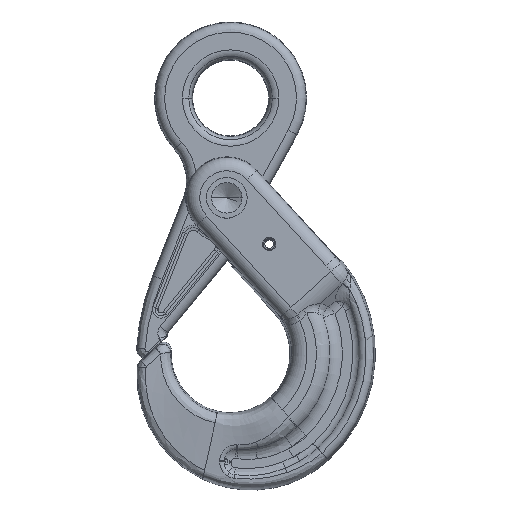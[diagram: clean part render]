
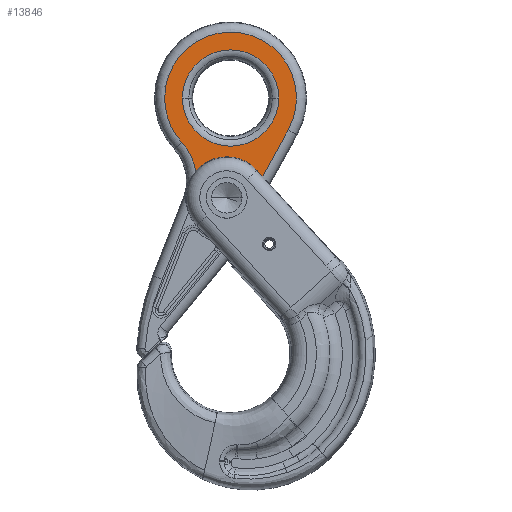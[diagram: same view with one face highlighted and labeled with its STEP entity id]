
A CAD part, top view. The second image highlights one B-rep face of the part: STEP entity #13846.
In plain terms, the highlighted planar face has unit normal (0, 0, 1).
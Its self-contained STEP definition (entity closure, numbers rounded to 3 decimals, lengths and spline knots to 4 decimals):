
#3998=CARTESIAN_POINT('',(0.1575,4.1339,
0.6299));
#3999=DIRECTION('',(0.,0.,1.));
#4000=DIRECTION('',(-1.,0.,0.));
#4001=AXIS2_PLACEMENT_3D('',#3998,#3999,#4000);
#4006=CARTESIAN_POINT('',(0.1575,4.1339,
0.6299));
#4007=DIRECTION('',(0.,0.,1.));
#4008=DIRECTION('',(1.,0.,0.));
#4009=AXIS2_PLACEMENT_3D('',#4006,#4007,#4008);
#4014=DIRECTION('',(-0.485,-0.874,0.));
#4015=VECTOR('',#4014,2.327);
#4016=CARTESIAN_POINT('',(2.5438,2.8102,0.6299));
#4017=LINE('',#4016,#4015);
#4021=CARTESIAN_POINT('',(0.,0.,0.6299));
#4022=DIRECTION('',(0.,0.,-1.));
#4023=DIRECTION('',(-0.785,0.619,0.));
#4024=AXIS2_PLACEMENT_3D('',#4021,#4022,#4023);
#4029=CARTESIAN_POINT('',(-3.638,0.7002,
0.6299));
#4030=DIRECTION('',(0.,0.,1.));
#4031=DIRECTION('',(0.992,0.125,0.));
#4032=AXIS2_PLACEMENT_3D('',#4029,#4030,#4031);
#4037=CARTESIAN_POINT('',(0.1575,4.1339,
0.6299));
#4038=DIRECTION('',(0.,0.,-1.));
#4039=DIRECTION('',(-0.742,-0.671,0.));
#4040=AXIS2_PLACEMENT_3D('',#4037,#4038,#4039);
#4045=CARTESIAN_POINT('',(0.1575,4.1339,
0.6299));
#4046=DIRECTION('',(0.,0.,-1.));
#4047=DIRECTION('',(-1.,0.,0.));
#4048=AXIS2_PLACEMENT_3D('',#4045,#4046,#4047);
#4053=CARTESIAN_POINT('',(0.1575,4.1339,
0.6299));
#4054=DIRECTION('',(0.,0.,-1.));
#4055=DIRECTION('',(-0.874,0.485,0.));
#4056=AXIS2_PLACEMENT_3D('',#4053,#4054,#4055);
#6357=CARTESIAN_POINT('',(-1.8662,2.3031,
0.6299));
#6358=CARTESIAN_POINT('',(-2.5714,4.1339,
0.6299));
#6359=VERTEX_POINT('',#6357);
#6360=VERTEX_POINT('',#6358);
#6361=CARTESIAN_POINT('',(-2.2289,5.4576,
0.6299));
#6362=CARTESIAN_POINT('',(2.5438,2.8102,0.6299));
#6363=VERTEX_POINT('',#6361);
#6364=VERTEX_POINT('',#6362);
#6365=CARTESIAN_POINT('',(-1.838,4.1339,
0.6299));
#6366=CARTESIAN_POINT('',(2.153,4.1339,0.6299));
#6367=VERTEX_POINT('',#6365);
#6368=VERTEX_POINT('',#6366);
#6700=CARTESIAN_POINT('',(-1.2675,0.9986,
0.6299));
#6701=CARTESIAN_POINT('',(1.4151,0.7753,
0.6299));
#6702=VERTEX_POINT('',#6700);
#6703=VERTEX_POINT('',#6701);
#13823=CARTESIAN_POINT('',(0.1575,4.1339,
0.6299));
#13824=DIRECTION('',(0.,0.,1.));
#13825=DIRECTION('',(1.,0.,0.));
#13826=AXIS2_PLACEMENT_3D('',#13823,#13824,#13825);
#13827=PLANE('',#13826);
#13829=ORIENTED_EDGE('',*,*,#13828,.T.);
#13830=ORIENTED_EDGE('',*,*,#13813,.F.);
#13831=ORIENTED_EDGE('',*,*,#12865,.T.);
#13833=ORIENTED_EDGE('',*,*,#13832,.T.);
#13835=ORIENTED_EDGE('',*,*,#13834,.T.);
#13837=ORIENTED_EDGE('',*,*,#13836,.T.);
#13838=EDGE_LOOP('',(#13829,#13830,#13831,#13833,#13835,#13837));
#13839=FACE_OUTER_BOUND('',#13838,.F.);
#13841=ORIENTED_EDGE('',*,*,#13840,.T.);
#13843=ORIENTED_EDGE('',*,*,#13842,.T.);
#13844=EDGE_LOOP('',(#13841,#13843));
#13845=FACE_BOUND('',#13844,.F.);
#4002=CIRCLE('',#4001,1.9955);
#4010=CIRCLE('',#4009,1.9955);
#4025=CIRCLE('',#4024,1.6136);
#4033=CIRCLE('',#4032,2.3892);
#4041=CIRCLE('',#4040,2.7289);
#4049=CIRCLE('',#4048,2.7289);
#4057=CIRCLE('',#4056,2.7289);
#12865=EDGE_CURVE('',#6702,#6359,#4033,.T.);
#13813=EDGE_CURVE('',#6702,#6703,#4025,.T.);
#13828=EDGE_CURVE('',#6364,#6703,#4017,.T.);
#13832=EDGE_CURVE('',#6359,#6360,#4041,.T.);
#13834=EDGE_CURVE('',#6360,#6363,#4049,.T.);
#13836=EDGE_CURVE('',#6363,#6364,#4057,.T.);
#13840=EDGE_CURVE('',#6367,#6368,#4002,.T.);
#13842=EDGE_CURVE('',#6368,#6367,#4010,.T.);
#13846=ADVANCED_FACE('',(#13839,#13845),#13827,.T.);
